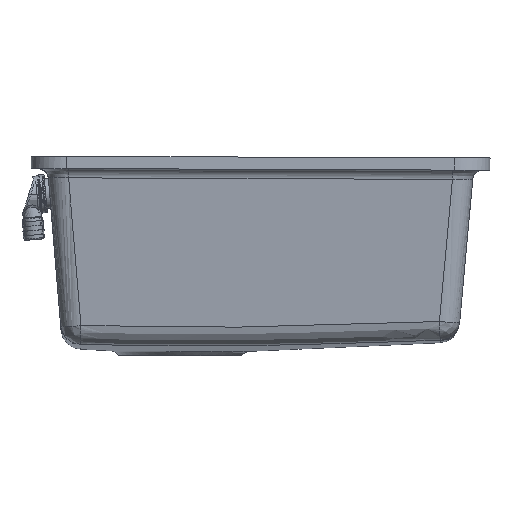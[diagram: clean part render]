
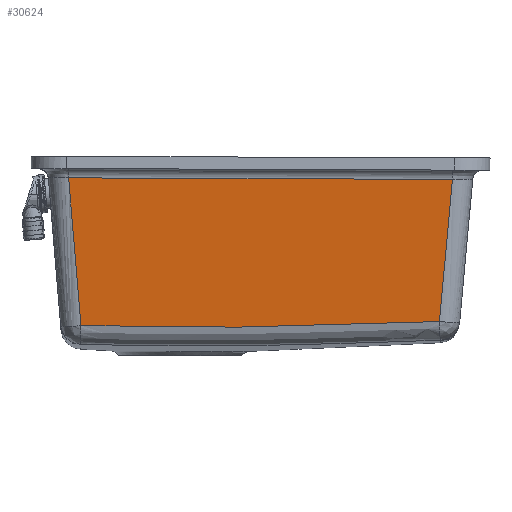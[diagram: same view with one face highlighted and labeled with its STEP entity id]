
A CAD part, left-side view. The second image highlights one B-rep face of the part: STEP entity #30624.
In plain terms, the highlighted planar face has unit normal (-0.996, 0, -0.087).
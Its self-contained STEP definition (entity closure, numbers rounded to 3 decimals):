
#22166=B_SPLINE_CURVE_WITH_KNOTS('',1,(#176413,#176414),.UNSPECIFIED.,.F.,
 .F.,(2,2),(-376.455,0.),.UNSPECIFIED.);
#22184=B_SPLINE_CURVE_WITH_KNOTS('',1,(#176567,#176568),.UNSPECIFIED.,.F.,
 .F.,(2,2),(0.,140.558),.UNSPECIFIED.);
#22185=B_SPLINE_CURVE_WITH_KNOTS('',1,(#176569,#176570),.UNSPECIFIED.,.F.,
 .F.,(2,2),(-145.999,0.),.UNSPECIFIED.);
#30624=ADVANCED_FACE('',(#38502),#96388,.T.);
#38502=FACE_OUTER_BOUND('',#46397,.T.);
#46397=EDGE_LOOP('',(#70843,#70844,#70845,#70846));
#70843=ORIENTED_EDGE('',*,*,#85556,.T.);
#70844=ORIENTED_EDGE('',*,*,#85530,.F.);
#70845=ORIENTED_EDGE('',*,*,#85557,.F.);
#70846=ORIENTED_EDGE('',*,*,#85601,.T.);
#85530=EDGE_CURVE('',#93977,#93979,#22166,.T.);
#85556=EDGE_CURVE('',#94000,#93979,#22184,.T.);
#85557=EDGE_CURVE('',#93999,#93977,#22185,.T.);
#85601=EDGE_CURVE('',#93999,#94000,#87347,.T.);
#87347=(
BOUNDED_CURVE()
B_SPLINE_CURVE(3,(#177056,#177057,#177058,#177059,#177060,#177061,#177062,
#177063,#177064,#177065,#177066,#177067,#177068,#177069,#177070,#177071,
#177072,#177073,#177074,#177075,#177076,#177077),.UNSPECIFIED.,.F.,.F.)
B_SPLINE_CURVE_WITH_KNOTS((4,3,3,3,3,3,3,4),(0.,44.124,88.249,
132.373,176.498,220.622,264.747,352.996),
 .UNSPECIFIED.)
CURVE()
GEOMETRIC_REPRESENTATION_ITEM()
RATIONAL_B_SPLINE_CURVE((1.,1.,1.,1.,1.,1.,1.,1.,1.,1.,1.,1.,1.,1.,1.,1.,
1.,1.,1.,1.,1.,1.))
REPRESENTATION_ITEM('')
);
#93977=VERTEX_POINT('',#176018);
#93979=VERTEX_POINT('',#176020);
#93999=VERTEX_POINT('',#176040);
#94000=VERTEX_POINT('',#176041);
#96388=PLANE('',#99074);
#99074=AXIS2_PLACEMENT_3D('',#171332,#101162,$);
#101162=DIRECTION('',(-0.996,0.,-0.087));
#171332=CARTESIAN_POINT('',(-409.013,225.74,34.39));
#176018=CARTESIAN_POINT('',(-407.734,188.151,19.619));
#176020=CARTESIAN_POINT('',(-407.734,-188.301,18.124));
#176040=CARTESIAN_POINT('',(-395.057,176.05,-125.325));
#176041=CARTESIAN_POINT('',(-395.529,-175.543,-121.321));
#176413=CARTESIAN_POINT('',(-407.734,188.151,19.619));
#176414=CARTESIAN_POINT('',(-407.734,-188.301,18.124));
#176567=CARTESIAN_POINT('',(-395.529,-175.543,-121.321));
#176568=CARTESIAN_POINT('',(-407.734,-188.301,18.124));
#176569=CARTESIAN_POINT('',(-395.057,176.05,-125.325));
#176570=CARTESIAN_POINT('',(-407.734,188.151,19.619));
#177056=CARTESIAN_POINT('',(-395.057,176.05,-125.325));
#177057=CARTESIAN_POINT('',(-395.026,161.41,-125.742));
#177058=CARTESIAN_POINT('',(-394.999,146.767,-126.099));
#177059=CARTESIAN_POINT('',(-394.98,132.121,-126.375));
#177060=CARTESIAN_POINT('',(-394.961,117.475,-126.65));
#177061=CARTESIAN_POINT('',(-394.949,102.825,-126.844));
#177062=CARTESIAN_POINT('',(-394.946,88.171,-126.943));
#177063=CARTESIAN_POINT('',(-394.942,73.517,-127.043));
#177064=CARTESIAN_POINT('',(-394.947,58.859,-127.047));
#177065=CARTESIAN_POINT('',(-394.96,44.204,-126.962));
#177066=CARTESIAN_POINT('',(-394.972,29.549,-126.877));
#177067=CARTESIAN_POINT('',(-394.992,14.894,-126.704));
#177068=CARTESIAN_POINT('',(-395.019,0.24,-126.46));
#177069=CARTESIAN_POINT('',(-395.045,-14.414,-126.215));
#177070=CARTESIAN_POINT('',(-395.078,-29.066,-125.901));
#177071=CARTESIAN_POINT('',(-395.115,-43.717,-125.538));
#177072=CARTESIAN_POINT('',(-395.152,-58.367,-125.175));
#177073=CARTESIAN_POINT('',(-395.193,-73.016,-124.762));
#177074=CARTESIAN_POINT('',(-395.237,-87.664,-124.316));
#177075=CARTESIAN_POINT('',(-395.325,-116.96,-123.424));
#177076=CARTESIAN_POINT('',(-395.425,-146.253,-122.402));
#177077=CARTESIAN_POINT('',(-395.529,-175.543,-121.321));
